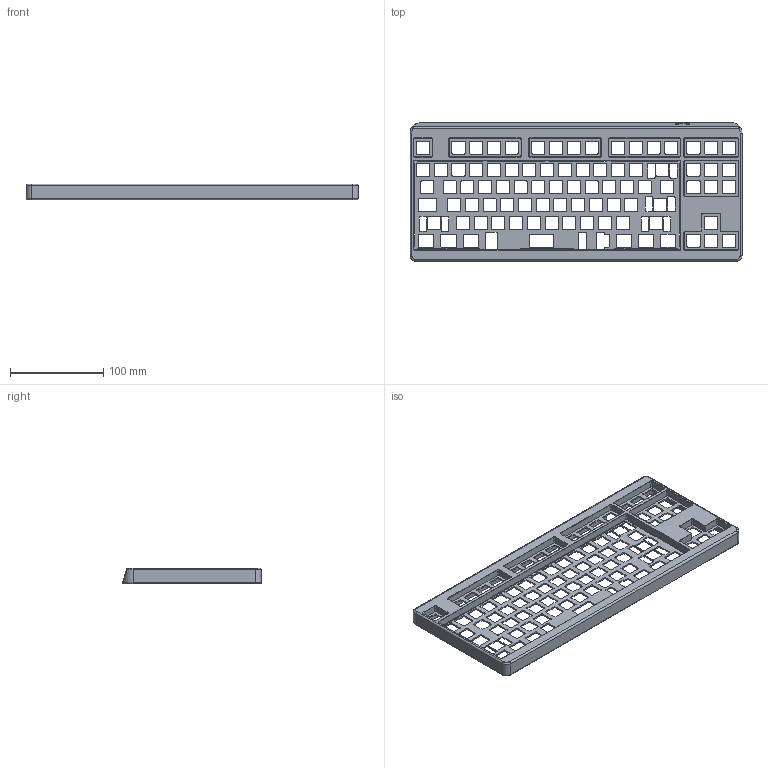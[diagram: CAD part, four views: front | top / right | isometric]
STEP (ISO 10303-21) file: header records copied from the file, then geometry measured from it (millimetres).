
FILE_DESCRIPTION(/* description */ (''),/* implementation_level */ '2;1');
FILE_NAME(/* time_stamp */ '2021-09-17T23:09:04-04:00',/* author */ 'BISOROMI',/* organization */ (''),/* preprocessor_version */ 'ST-DEVELOPER v18.1',/* originating_system */ 'Autodesk Translation Framework v10.10.0.1391',/* authorisation */ '');
FILE_SCHEMA (('AUTOMOTIVE_DESIGN { 1 0 10303 214 3 1 1 }'));
Length unit declared in the file: millimetre
Products named in the file (1): Case
Bounding box: 356.61 x 148.51 x 17 mm (x, y, z)
Volume: 239271.9 mm3; surface area: 113602.7 mm2
Topology: 1 solids, 1 shells, 1180 faces, 3364 edges, 2194 vertices
Faces by surface type: plane 573, cylinder 526, cone 54, bspline 17, torus 8, sphere 2
Full cylindrical faces by diameter (mm): 3.332 x2, 8.1 x2
Entity records: 39250 total; most frequent: CARTESIAN_POINT 7136, DIRECTION 6770, ORIENTED_EDGE 6720, EDGE_CURVE 3360, AXIS2_PLACEMENT_3D 2276, LINE 2218, VECTOR 2218, VERTEX_POINT 2194
